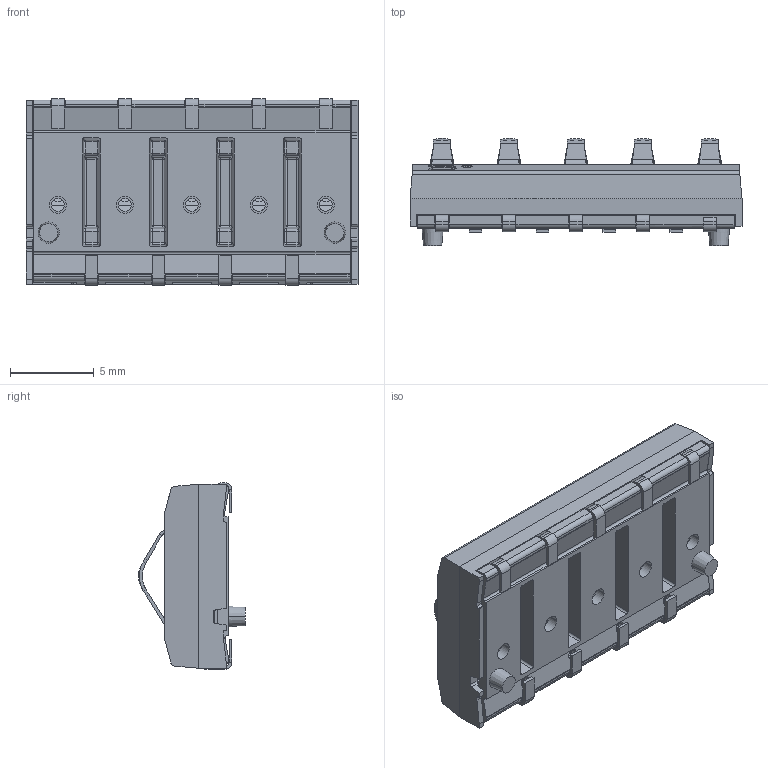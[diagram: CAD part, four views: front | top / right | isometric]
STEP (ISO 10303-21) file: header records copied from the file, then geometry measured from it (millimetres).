
FILE_DESCRIPTION((''),'2;1');
FILE_NAME('33756-73711','2021-04-30T07:20:40',('RICKB'),('Bourns, Inc.'),'CREO PARAMETRIC BY PTC INC, 2018050','CREO PARAMETRIC BY PTC INC, 2018050','');
FILE_SCHEMA(('AUTOMOTIVE_DESIGN { 1 0 10303 214 1 1 1 1 }'));
Products named in the file (1): 33756-73711
Bounding box: 19.84 x 6.39 x 11.15 mm (x, y, z)
Volume: 387.5 mm3; surface area: 1725.4 mm2
Topology: 1 solids, 1 shells, 1515 faces, 4097 edges, 2522 vertices
Faces by surface type: plane 980, cylinder 385, bspline 114, sphere 32, cone 4
Entity records: 66194 total; most frequent: CARTESIAN_POINT 16375, ORIENTED_EDGE 8154, DIRECTION 7193, PRESENTATION_STYLE_ASSIGNMENT 4098, STYLED_ITEM 4078, CURVE_STYLE 4077, EDGE_CURVE 4077, VECTOR 2943
